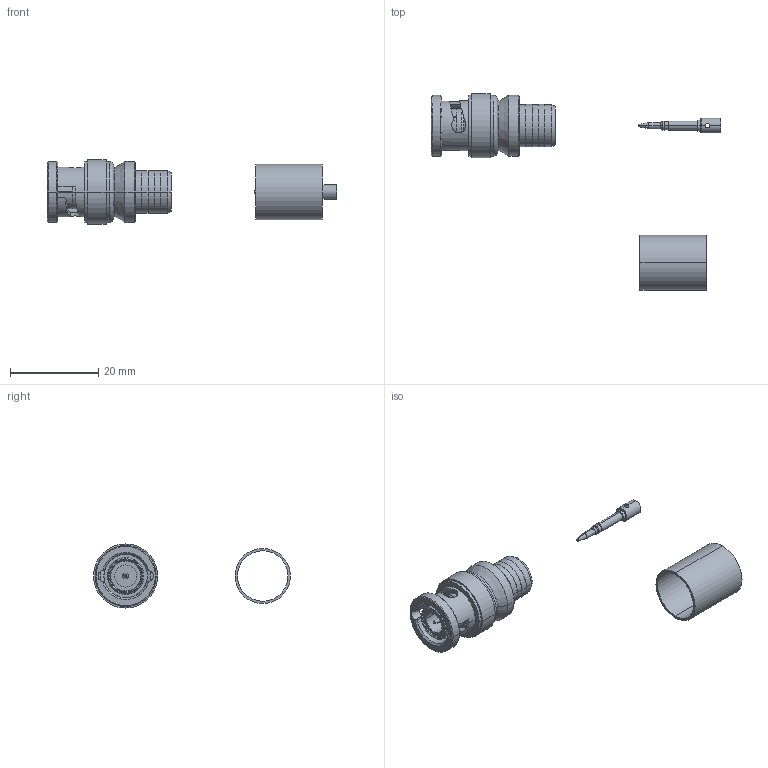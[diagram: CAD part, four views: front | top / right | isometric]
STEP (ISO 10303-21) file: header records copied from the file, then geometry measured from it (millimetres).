
FILE_DESCRIPTION (( 'STEP AP214' ), '1' );
FILE_NAME ('FMCN5335_3D.step', '2025-04-08T18:46:02', ( '' ), ( '' ), 'SwSTEP 2.0', 'SolidWorks 2022', '' );
FILE_SCHEMA (( 'AUTOMOTIVE_DESIGN' ));
Length unit declared in the file: inch
Products named in the file (1): FMCN5335_3D
Bounding box: 65.45 x 44.49 x 14.5 mm (x, y, z)
Volume: 2693.8 mm3; surface area: 3949 mm2
Topology: 3 solids, 4 shells, 203 faces, 482 edges, 300 vertices
Faces by surface type: cylinder 76, plane 69, cone 42, torus 16
Entity records: 8863 total; most frequent: CARTESIAN_POINT 1446, DIRECTION 1058, ORIENTED_EDGE 964, EDGE_CURVE 482, AXIS2_PLACEMENT_3D 436, VERTEX_POINT 300, CIRCLE 232, EDGE_LOOP 226
